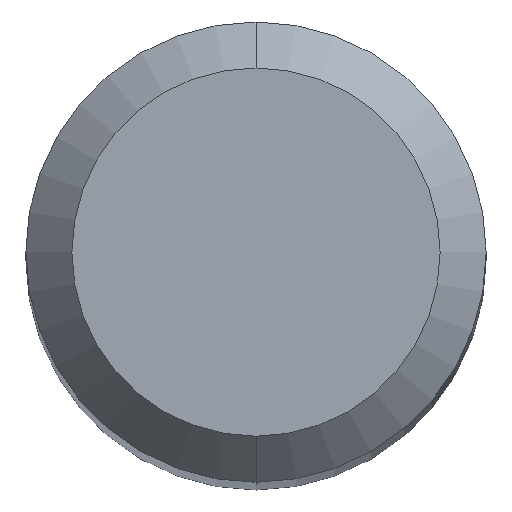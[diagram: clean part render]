
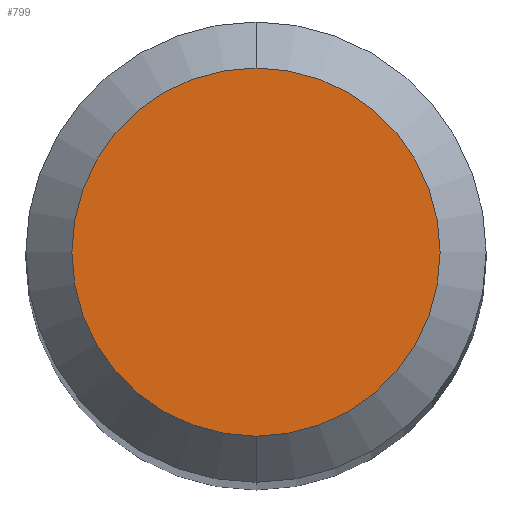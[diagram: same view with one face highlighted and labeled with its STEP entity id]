
A CAD part, top view. The second image highlights one B-rep face of the part: STEP entity #799.
In plain terms, the highlighted planar face has unit normal (0, 0, 1).
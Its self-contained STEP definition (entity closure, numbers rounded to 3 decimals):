
#539=EDGE_CURVE('',#755,#795,#1129,.T.);
#731=EDGE_CURVE('',#795,#755,#1340,.T.);
#755=VERTEX_POINT('',#1367);
#795=VERTEX_POINT('',#1412);
#799=ADVANCED_FACE('',(#1416),#1417,.T.);
#1129=CIRCLE('',#2335,1.2);
#1340=CIRCLE('',#3711,1.2);
#1367=CARTESIAN_POINT('',(0.0,1.2,0.0));
#1412=CARTESIAN_POINT('',(0.,-1.2,0.0));
#1416=FACE_OUTER_BOUND('',#4187,.T.);
#1417=PLANE('',#4188);
#2335=AXIS2_PLACEMENT_3D('',#5012,#5013,#5014);
#3711=AXIS2_PLACEMENT_3D('',#5240,#5241,#5242);
#4187=EDGE_LOOP('',(#5335,#5336));
#4188=AXIS2_PLACEMENT_3D('',#5337,#5338,#5339);
#5012=CARTESIAN_POINT('',(0.0,0.0,0.0));
#5013=DIRECTION('',(0.0,0.0,-1.0));
#5014=DIRECTION('',(0.0,1.0,0.0));
#5240=CARTESIAN_POINT('',(0.0,0.0,0.0));
#5241=DIRECTION('',(0.0,0.0,-1.0));
#5242=DIRECTION('',(0.0,1.0,0.0));
#5335=ORIENTED_EDGE('',*,*,#539,.F.);
#5336=ORIENTED_EDGE('',*,*,#731,.F.);
#5337=CARTESIAN_POINT('',(0.0,0.6,0.0));
#5338=DIRECTION('',(-0.0,0.0,1.0));
#5339=DIRECTION('',(0.0,-1.0,0.0));
